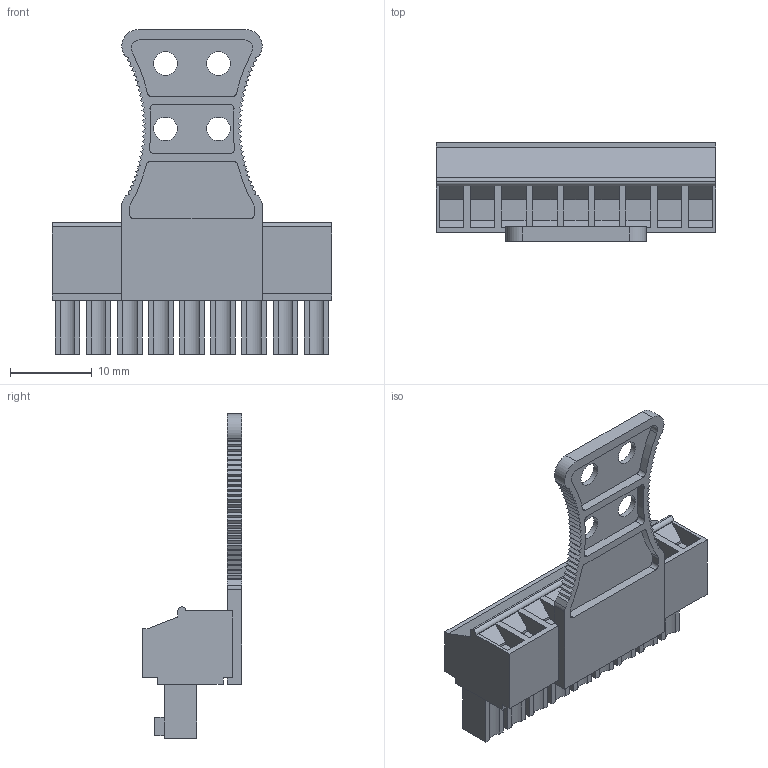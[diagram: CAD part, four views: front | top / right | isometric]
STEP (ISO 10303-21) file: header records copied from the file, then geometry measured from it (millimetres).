
FILE_DESCRIPTION(('CATIA V5 STEP Exchange','CAx-IF Rec.Pracs.--- Model Styling and Organization---1.2---2011-12-15'),'2;1');
FILE_NAME ('D1450054_0_1236320000_1236320000.stp','2018-09-19T12:16:00+00:00',('none'),('Weidmueller'),'CATIA Version 5-6 Release 2014','CATIA V5 STEP AP214','none');
FILE_SCHEMA(('AUTOMOTIVE_DESIGN { 1 0 10303 214 1 1 1 1 }'));
Length unit declared in the file: millimetre
Products named in the file (1): 1236320000
Bounding box: 34.29 x 12.2 x 39.75 mm (x, y, z)
Volume: 3829.1 mm3; surface area: 4292.9 mm2
Topology: 2 solids, 2 shells, 447 faces, 1208 edges, 804 vertices
Faces by surface type: plane 355, cylinder 74, cone 18
Entity records: 12939 total; most frequent: ORIENTED_EDGE 2416, CARTESIAN_POINT 2293, DIRECTION 1768, EDGE_CURVE 1208, VECTOR 1024, LINE 1024, VERTEX_POINT 804, EDGE_LOOP 494
